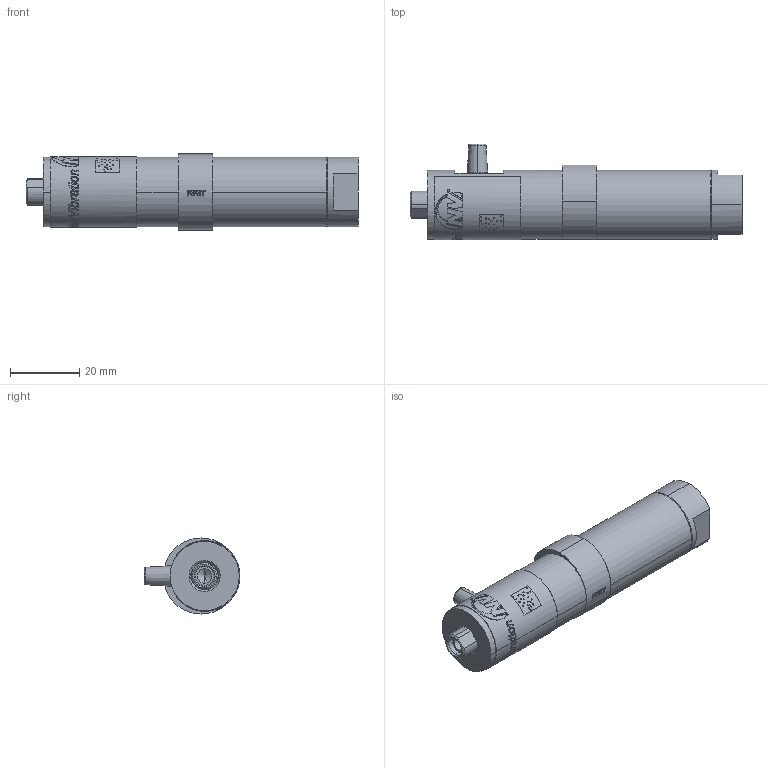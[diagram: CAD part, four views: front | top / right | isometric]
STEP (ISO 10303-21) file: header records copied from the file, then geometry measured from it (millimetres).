
FILE_DESCRIPTION (( 'STEP AP214' ), '1' );
FILE_NAME ('NTK 8 AL ohne Gewinde #03308000.STEP', '2023-10-05T06:26:22', ( '' ), ( '' ), 'SwSTEP 2.0', 'SolidWorks 2022', '' );
FILE_SCHEMA (( 'AUTOMOTIVE_DESIGN' ));
Length unit declared in the file: millimetre
Products named in the file (1): NTK 8 AL ohne Gewinde #03308000
Bounding box: 96 x 27.7 x 22 mm (x, y, z)
Volume: 29635 mm3; surface area: 15463.1 mm2
Topology: 6 solids, 6 shells, 234 faces, 760 edges, 603 vertices
Faces by surface type: cylinder 101, plane 73, cone 36, bspline 16, torus 8
Entity records: 12481 total; most frequent: CARTESIAN_POINT 4996, ORIENTED_EDGE 1512, DIRECTION 1221, EDGE_CURVE 756, VERTEX_POINT 603, AXIS2_PLACEMENT_3D 485, EDGE_LOOP 311, CIRCLE 266
